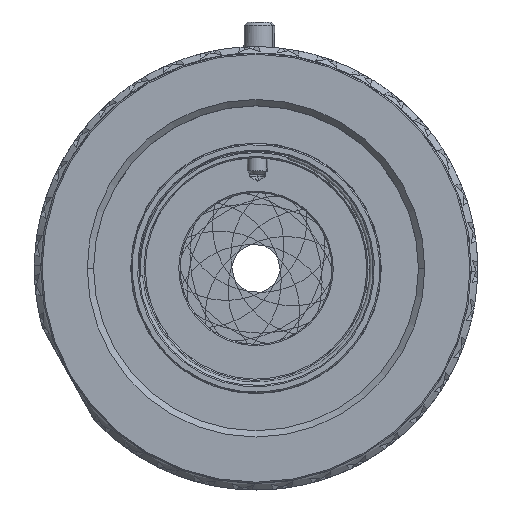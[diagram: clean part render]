
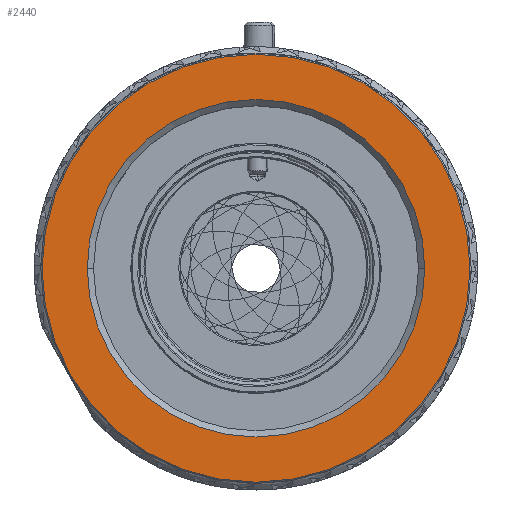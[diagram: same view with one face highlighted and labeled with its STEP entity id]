
A CAD part, top view. The second image highlights one B-rep face of the part: STEP entity #2440.
In plain terms, the highlighted planar face has unit normal (0, 0, 1).
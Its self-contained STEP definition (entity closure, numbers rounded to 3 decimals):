
#2304 = DIRECTION ( 'NONE',  ( 1., 0., 0. ) ) ;
#2440 = ADVANCED_FACE ( 'NONE', ( #32505, #58785 ), #39423, .T. ) ;
#4348 = CARTESIAN_POINT ( 'NONE',  ( 16.9, 0., 13. ) ) ;
#4470 = VERTEX_POINT ( 'NONE', #47277 ) ;
#5894 = EDGE_LOOP ( 'NONE', ( #75021, #81620 ) ) ;
#7279 = AXIS2_PLACEMENT_3D ( 'NONE', #62461, #36610, #22824 ) ;
#11675 = CARTESIAN_POINT ( 'NONE',  ( 0., 0., 13. ) ) ;
#17803 = VERTEX_POINT ( 'NONE', #47704 ) ;
#19547 = ORIENTED_EDGE ( 'NONE', *, *, #50171, .T. ) ;
#19991 = CARTESIAN_POINT ( 'NONE',  ( 0., 0., 13. ) ) ;
#21189 = CIRCLE ( 'NONE', #69342, 16.9 ) ;
#21556 = DIRECTION ( 'NONE',  ( 1., 0., 0. ) ) ;
#21652 = DIRECTION ( 'NONE',  ( 0., 0., -1. ) ) ;
#21984 = EDGE_LOOP ( 'NONE', ( #35840, #19547 ) ) ;
#22824 = DIRECTION ( 'NONE',  ( 1., 0., 0. ) ) ;
#23183 = AXIS2_PLACEMENT_3D ( 'NONE', #11675, #37965, #43601 ) ;
#29678 = EDGE_CURVE ( 'NONE', #42103, #50725, #79569, .T. ) ;
#32505 = FACE_BOUND ( 'NONE', #21984, .T. ) ;
#35840 = ORIENTED_EDGE ( 'NONE', *, *, #38058, .T. ) ;
#36610 = DIRECTION ( 'NONE',  ( 0., 0., -1. ) ) ;
#37448 = AXIS2_PLACEMENT_3D ( 'NONE', #19991, #44634, #57956 ) ;
#37965 = DIRECTION ( 'NONE',  ( 0., 0., 1. ) ) ;
#38058 = EDGE_CURVE ( 'NONE', #4470, #17803, #44103, .T. ) ;
#39423 = PLANE ( 'NONE',  #37448 ) ;
#42103 = VERTEX_POINT ( 'NONE', #4348 ) ;
#43601 = DIRECTION ( 'NONE',  ( 1., 0., 0. ) ) ;
#44103 = CIRCLE ( 'NONE', #52354, 13.33 ) ;
#44634 = DIRECTION ( 'NONE',  ( 0., 0., 1. ) ) ;
#46357 = CARTESIAN_POINT ( 'NONE',  ( -16.9, 0., 13. ) ) ;
#47277 = CARTESIAN_POINT ( 'NONE',  ( 13.33, 0., 13. ) ) ;
#47463 = DIRECTION ( 'NONE',  ( 0., 0., 1. ) ) ;
#47704 = CARTESIAN_POINT ( 'NONE',  ( -13.33, 0., 13. ) ) ;
#50171 = EDGE_CURVE ( 'NONE', #17803, #4470, #67770, .T. ) ;
#50725 = VERTEX_POINT ( 'NONE', #46357 ) ;
#52354 = AXIS2_PLACEMENT_3D ( 'NONE', #75074, #21652, #2304 ) ;
#53392 = EDGE_CURVE ( 'NONE', #50725, #42103, #21189, .T. ) ;
#57956 = DIRECTION ( 'NONE',  ( 1., 0., 0. ) ) ;
#58785 = FACE_OUTER_BOUND ( 'NONE', #5894, .T. ) ;
#62461 = CARTESIAN_POINT ( 'NONE',  ( 0., 0., 13. ) ) ;
#67770 = CIRCLE ( 'NONE', #7279, 13.33 ) ;
#69342 = AXIS2_PLACEMENT_3D ( 'NONE', #73693, #47463, #21556 ) ;
#73693 = CARTESIAN_POINT ( 'NONE',  ( 0., 0., 13. ) ) ;
#75021 = ORIENTED_EDGE ( 'NONE', *, *, #53392, .T. ) ;
#75074 = CARTESIAN_POINT ( 'NONE',  ( 0., 0., 13. ) ) ;
#79569 = CIRCLE ( 'NONE', #23183, 16.9 ) ;
#81620 = ORIENTED_EDGE ( 'NONE', *, *, #29678, .T. ) ;
